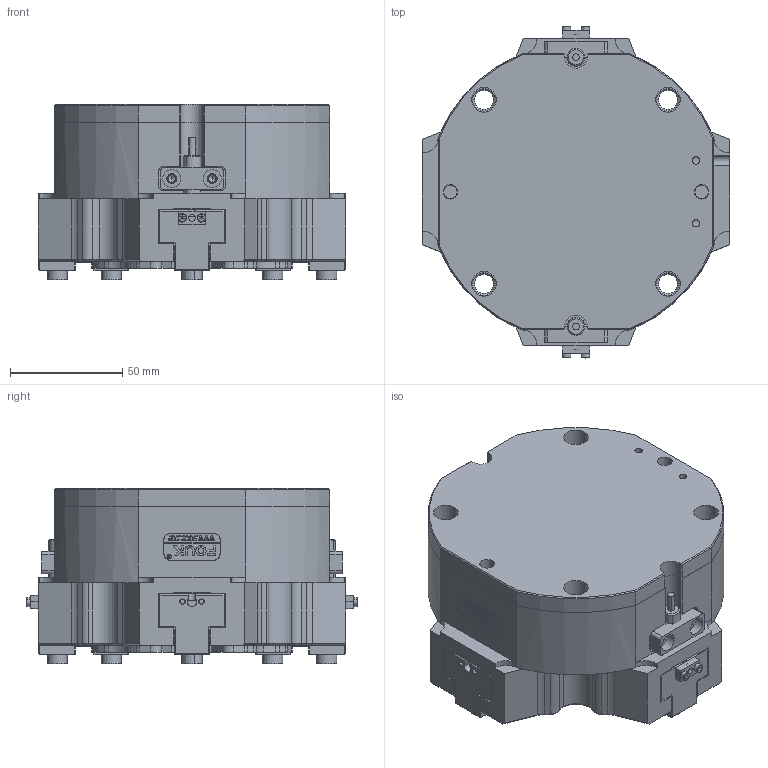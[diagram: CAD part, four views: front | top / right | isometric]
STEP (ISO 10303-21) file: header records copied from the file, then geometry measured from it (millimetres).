
FILE_DESCRIPTION (( 'STEP AP203' ), '1' );
FILE_NAME ('TF95-145.STEP', '2024-12-09T01:57:11', ( 'USER-' ), ( 'Microsoft' ), 'SwSTEP 2.0', 'SolidWorks 2018', '' );
FILE_SCHEMA (( 'CONFIG_CONTROL_DESIGN' ));
Length unit declared in the file: millimetre
Products named in the file (14): 6x9-8种杶; TF95-145-M-01褲极; TF95-145; TF95-145-M-06笢猾啣; 揤极18; 8x23諉輪羲壽; TZ95-146-M-04 活塞模型; 25x12-R3; TZ95賑輸蜊秶; 埴翐芛_GB_FASTENER_SCREWS_HSHCS M2X8-N; TF95-145-M-03芢粣; 揤輸杅耀.sldasm-Part-9; 揤輸蚾饜极; TF95-145-M-05菁裔啣
Assembly tree (27 placements, depth 3):
  TF95-145
    TF95-145-M-01褲极
    TZ95賑輸蜊秶  x4
    TF95-145-M-03芢粣
    TF95-145-M-06笢猾啣
    TF95-145-M-05菁裔啣
    TZ95-146-M-04 活塞模型
    揤极18  x2
    8x23諉輪羲壽  x2
    6x9-8种杶  x8
    25x12-R3
    揤輸蚾饜极  x2
      揤輸杅耀.sldasm-Part-9
      埴翐芛_GB_FASTENER_SCREWS_HSHCS M2X8-N
Bounding box: 137 x 147.97 x 78 mm (x, y, z)
Volume: 960861.1 mm3; surface area: 196195.8 mm2
Topology: 28 solids, 40 shells, 1807 faces, 4699 edges, 2998 vertices
Faces by surface type: plane 904, cylinder 498, cone 226, bspline 167, torus 12
Entity records: 51194 total; most frequent: CARTESIAN_POINT 15369, ORIENTED_EDGE 7246, DIRECTION 6759, EDGE_CURVE 3623, VERTEX_POINT 2349, AXIS2_PLACEMENT_3D 2255, LINE 2249, VECTOR 2249
